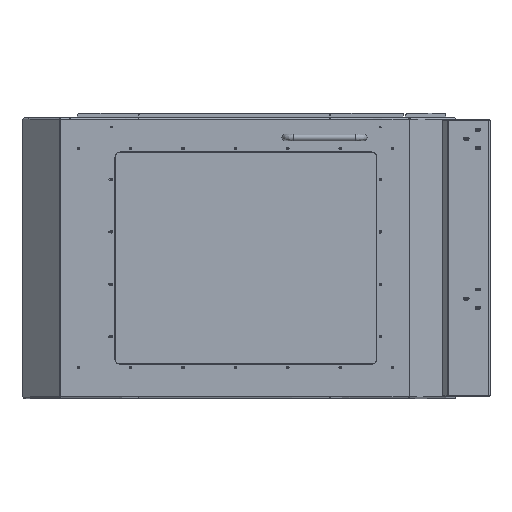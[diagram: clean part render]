
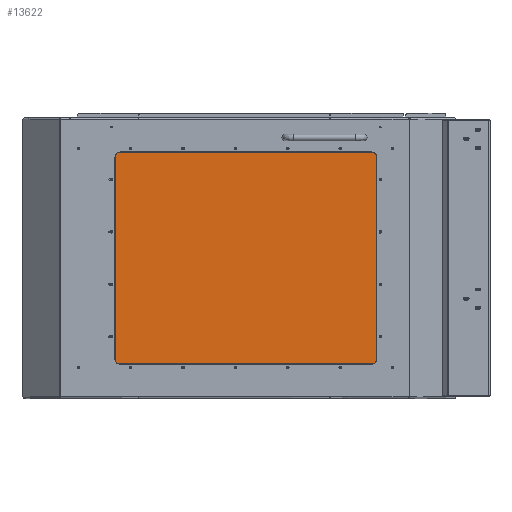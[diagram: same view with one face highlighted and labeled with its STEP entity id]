
A CAD part, left-side view. The second image highlights one B-rep face of the part: STEP entity #13622.
In plain terms, the highlighted free-form (B-spline) face has degree [1, 1] with [2, 2] control points.
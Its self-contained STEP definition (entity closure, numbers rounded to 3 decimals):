
#13502 = EDGE_CURVE('',#13503,#13505,#13507,.T.);
#13503 = VERTEX_POINT('',#13504);
#13504 = CARTESIAN_POINT('',(-170.945,1992.492,
    593.711));
#13505 = VERTEX_POINT('',#13506);
#13506 = CARTESIAN_POINT('',(-170.945,529.936,
    593.711));
#13507 = B_SPLINE_CURVE_WITH_KNOTS('',1,(#13508,#13509),.UNSPECIFIED.,
  .F.,.F.,(2,2),(-1010.,0.),.PIECEWISE_BEZIER_KNOTS.);
#13508 = CARTESIAN_POINT('',(-170.945,1992.492,
    593.711));
#13509 = CARTESIAN_POINT('',(-170.945,529.936,
    593.711));
#13538 = EDGE_CURVE('',#13505,#13539,#13541,.T.);
#13539 = VERTEX_POINT('',#13540);
#13540 = CARTESIAN_POINT('',(-170.945,529.936,
    -593.711));
#13541 = B_SPLINE_CURVE_WITH_KNOTS('',1,(#13542,#13543),.UNSPECIFIED.,
  .F.,.F.,(2,2),(-820.,0.),.PIECEWISE_BEZIER_KNOTS.);
#13542 = CARTESIAN_POINT('',(-170.945,529.936,
    593.711));
#13543 = CARTESIAN_POINT('',(-170.945,529.936,
    -593.711));
#13566 = EDGE_CURVE('',#13539,#13567,#13569,.T.);
#13567 = VERTEX_POINT('',#13568);
#13568 = CARTESIAN_POINT('',(-170.945,1992.492,
    -593.711));
#13569 = B_SPLINE_CURVE_WITH_KNOTS('',1,(#13570,#13571),.UNSPECIFIED.,
  .F.,.F.,(2,2),(0.,1010.),.PIECEWISE_BEZIER_KNOTS.);
#13570 = CARTESIAN_POINT('',(-170.945,529.936,
    -593.711));
#13571 = CARTESIAN_POINT('',(-170.945,1992.492,
    -593.711));
#13594 = EDGE_CURVE('',#13567,#13503,#13595,.T.);
#13595 = B_SPLINE_CURVE_WITH_KNOTS('',1,(#13596,#13597),.UNSPECIFIED.,
  .F.,.F.,(2,2),(0.,820.),.PIECEWISE_BEZIER_KNOTS.);
#13596 = CARTESIAN_POINT('',(-170.945,1992.492,
    -593.711));
#13597 = CARTESIAN_POINT('',(-170.945,1992.492,
    593.711));
#13622 = ADVANCED_FACE('',(#13623),#13629,.F.);
#13623 = FACE_BOUND('',#13624,.T.);
#13624 = EDGE_LOOP('',(#13625,#13626,#13627,#13628));
#13625 = ORIENTED_EDGE('',*,*,#13502,.F.);
#13626 = ORIENTED_EDGE('',*,*,#13594,.F.);
#13627 = ORIENTED_EDGE('',*,*,#13566,.F.);
#13628 = ORIENTED_EDGE('',*,*,#13538,.F.);
#13629 = B_SPLINE_SURFACE_WITH_KNOTS('',1,1,(
    (#13630,#13631)
    ,(#13632,#13633
  )),.UNSPECIFIED.,.F.,.F.,.F.,(2,2),(2,2),(-505.,505.),(-410.,410.),
  .PIECEWISE_BEZIER_KNOTS.);
#13630 = CARTESIAN_POINT('',(-170.945,1992.492,
    593.711));
#13631 = CARTESIAN_POINT('',(-170.945,1992.492,
    -593.711));
#13632 = CARTESIAN_POINT('',(-170.945,529.936,
    593.711));
#13633 = CARTESIAN_POINT('',(-170.945,529.936,
    -593.711));
